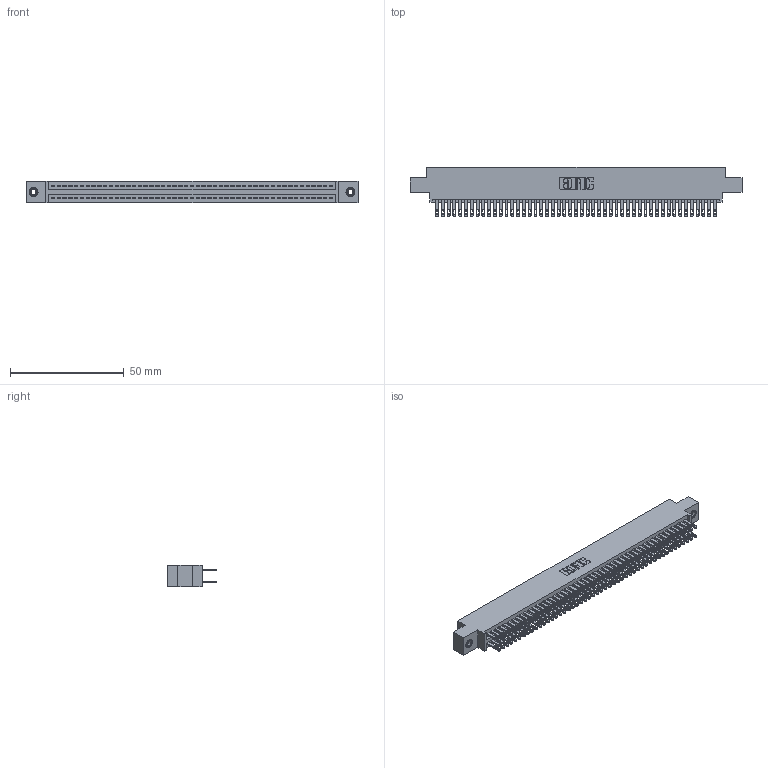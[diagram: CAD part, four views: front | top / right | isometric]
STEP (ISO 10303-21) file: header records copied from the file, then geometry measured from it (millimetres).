
FILE_DESCRIPTION (( 'STEP AP203' ), '1' );
FILE_NAME ('345-098-500-808.STEP', '2019-11-02T10:04:55', ( '' ), ( '' ), 'SwSTEP 2.0', 'SolidWorks 2016', '' );
FILE_SCHEMA (( 'CONFIG_CONTROL_DESIGN' ));
Length unit declared in the file: inch
Products named in the file (4): 345 Part_0.170 Offset - 0.156 Dia-TI; 345-250-001_345-250-003-102; 345-292-001_345-293-100; 345-098-500-808
Assembly tree (101 placements, depth 2):
  345-098-500-808
    345 Part_0.170 Offset - 0.156 Dia-TI
    345-292-001_345-293-100  x98
    345-250-001_345-250-003-102  x2
Bounding box: 145.67 x 21.51 x 9.4 mm (x, y, z)
Volume: 14395 mm3; surface area: 22570.2 mm2
Topology: 101 solids, 101 shells, 4698 faces, 14307 edges, 9530 vertices
Faces by surface type: plane 2762, cylinder 1920, cone 12, torus 4
Entity records: 38752 total; most frequent: CARTESIAN_POINT 6471, ORIENTED_EDGE 6398, DIRECTION 5725, EDGE_CURVE 3199, VECTOR 2847, LINE 2847, VERTEX_POINT 2128, AXIS2_PLACEMENT_3D 1439
